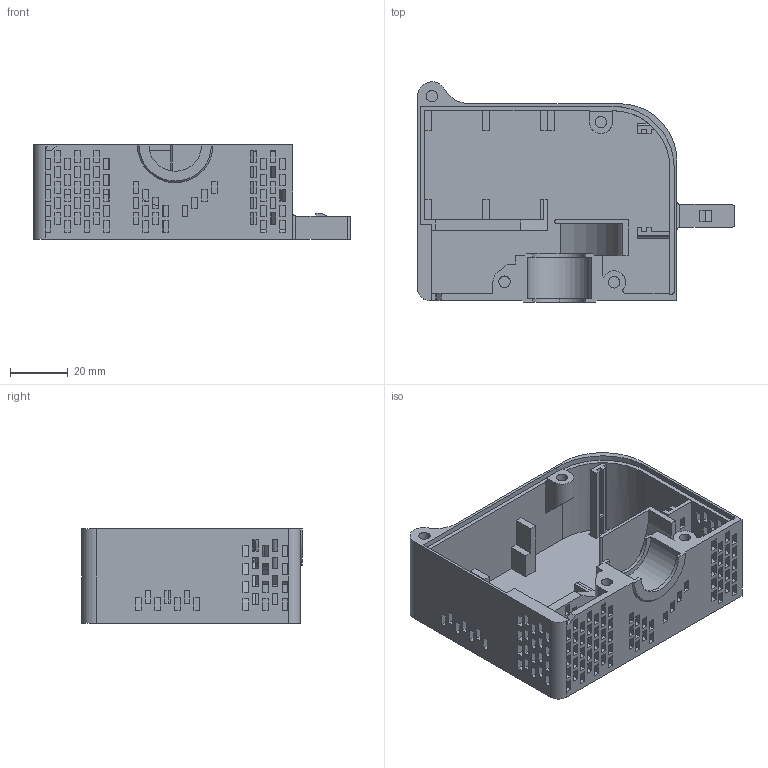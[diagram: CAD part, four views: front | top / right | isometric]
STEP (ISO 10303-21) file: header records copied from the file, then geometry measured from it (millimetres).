
FILE_DESCRIPTION (( 'STEP AP214' ), '1' );
FILE_NAME ('Body_Drawing_Left.STEP', '2022-01-10T20:36:29', ( '' ), ( '' ), 'SwSTEP 2.0', 'SolidWorks 2022', '' );
FILE_SCHEMA (( 'AUTOMOTIVE_DESIGN' ));
Length unit declared in the file: millimetre
Products named in the file (1): Body_Drawing_Left
Bounding box: 110.15 x 76.59 x 32.7 mm (x, y, z)
Volume: 47364.2 mm3; surface area: 42402.3 mm2
Topology: 1 solids, 1 shells, 799 faces, 2383 edges, 1579 vertices
Faces by surface type: plane 670, bspline 87, cylinder 39, cone 3
Entity records: 31202 total; most frequent: CARTESIAN_POINT 9802, ORIENTED_EDGE 4766, DIRECTION 3690, EDGE_CURVE 2383, LINE 2120, VECTOR 2120, VERTEX_POINT 1579, EDGE_LOOP 1036
